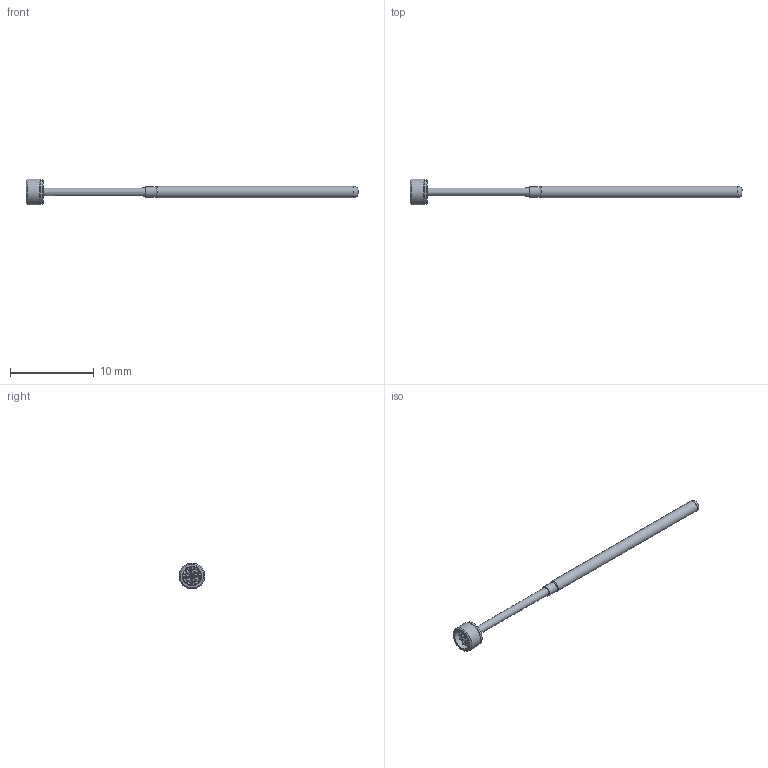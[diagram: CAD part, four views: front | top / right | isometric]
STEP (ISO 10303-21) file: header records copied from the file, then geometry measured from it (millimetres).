
FILE_DESCRIPTION (( 'STEP AP214' ), '1' );
FILE_NAME ('100-5089.STEP', '2025-10-31T16:21:04', ( '' ), ( '' ), 'SwSTEP 2.0', 'SolidWorks 2023', '' );
FILE_SCHEMA (( 'AUTOMOTIVE_DESIGN' ));
Length unit declared in the file: inch
Products named in the file (1): 100-5089
Bounding box: 39.62 x 3.09 x 3.09 mm (x, y, z)
Volume: 56.5 mm3; surface area: 194.7 mm2
Topology: 1 solids, 1 shells, 284 faces, 768 edges, 490 vertices
Faces by surface type: cone 143, bspline 120, plane 10, cylinder 10, torus 1
Full cylindrical faces by diameter (mm): 1.219 x1, 1.367 x1, 2.286 x1, 2.362 x1, 2.946 x1, 3.099 x1
Entity records: 12100 total; most frequent: CARTESIAN_POINT 6370, ORIENTED_EDGE 1500, DIRECTION 774, EDGE_CURVE 750, B_SPLINE_CURVE_WITH_KNOTS 528, VERTEX_POINT 486, AXIS2_PLACEMENT_3D 387, EDGE_LOOP 302
